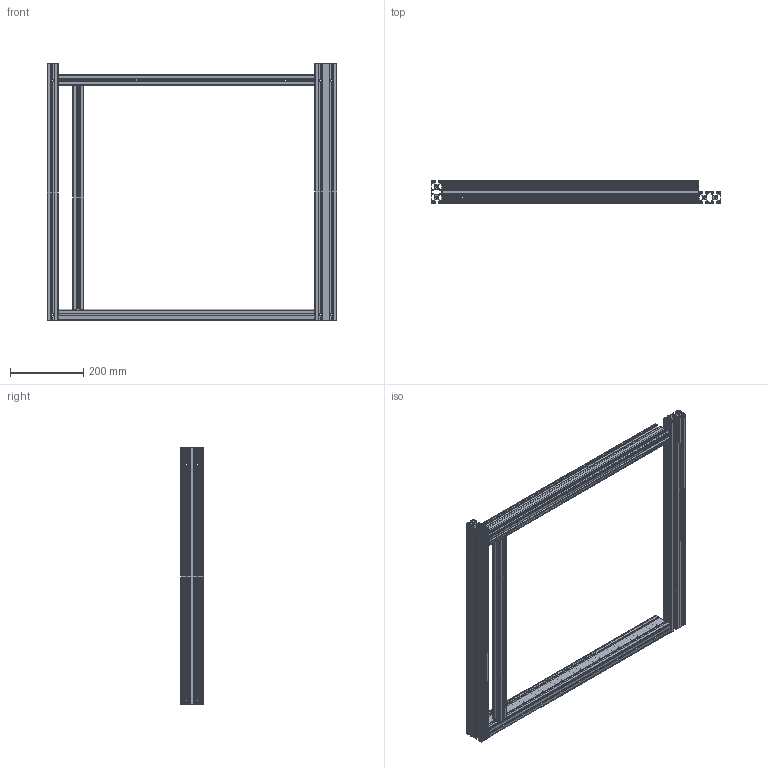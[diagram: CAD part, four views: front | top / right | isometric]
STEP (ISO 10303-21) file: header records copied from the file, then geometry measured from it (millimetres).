
FILE_DESCRIPTION (( 'STEP AP214' ), '1' );
FILE_NAME ('Frame Left - Assembled.step', '2019-11-11T12:50:36', ( '' ), ( '' ), 'SwSTEP 2.0', 'SolidWorks 2019', '' );
FILE_SCHEMA (( 'AUTOMOTIVE_DESIGN' ));
Length unit declared in the file: millimetre
Products named in the file (6): 30x60 - 700 Front Upright; 30x60 - 700 Top Side; Frame Left - Assembled; 30x60 - 700 Bottom Side; 30x60 - 700 Back Upright; 30x30 - 610 Z Upright
Assembly tree (5 placements, depth 2):
  Frame Left - Assembled
    30x60 - 700 Front Upright
    30x60 - 700 Bottom Side
    30x60 - 700 Top Side
    30x60 - 700 Back Upright
    30x30 - 610 Z Upright
Bounding box: 790 x 60 x 700 mm (x, y, z)
Volume: 1969135.4 mm3; surface area: 1705902.3 mm2
Topology: 5 solids, 5 shells, 1369 faces, 4243 edges, 2810 vertices
Faces by surface type: plane 676, cylinder 669, cone 24
Entity records: 49581 total; most frequent: CARTESIAN_POINT 10974, ORIENTED_EDGE 8486, DIRECTION 7667, EDGE_CURVE 4243, VERTEX_POINT 2810, LINE 2613, VECTOR 2613, AXIS2_PLACEMENT_3D 2527
